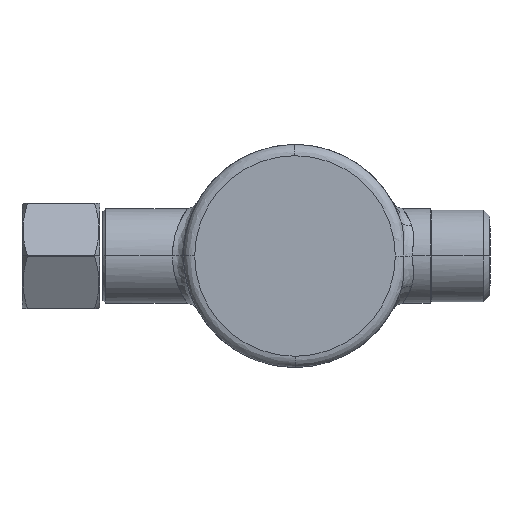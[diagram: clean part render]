
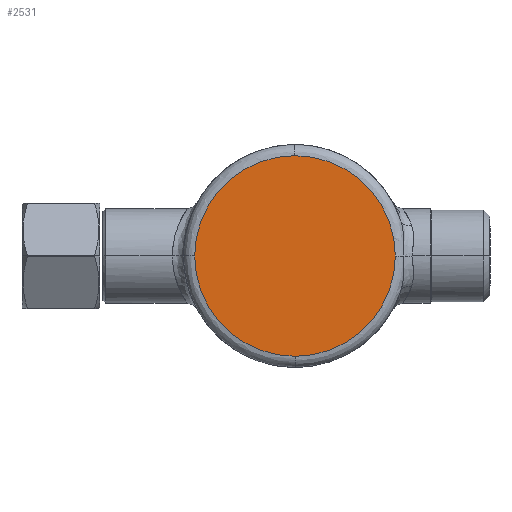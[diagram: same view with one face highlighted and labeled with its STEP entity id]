
A CAD part, left-side view. The second image highlights one B-rep face of the part: STEP entity #2531.
In plain terms, the highlighted planar face has unit normal (-1, 0, 0).
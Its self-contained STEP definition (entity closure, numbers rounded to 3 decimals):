
#2492=CARTESIAN_POINT('Axis2P3D Location',(0.,-18.72,18.72)) ;
#2497=CARTESIAN_POINT('Axis2P3D Location',(0.,0.,0.)) ;
#2501=CARTESIAN_POINT('Vertex',(0.,-18.,-0.001)) ;
#2503=CARTESIAN_POINT('Vertex',(0.,0.027,18.)) ;
#2506=CARTESIAN_POINT('Axis2P3D Location',(0.,0.,0.)) ;
#2510=CARTESIAN_POINT('Vertex',(0.,18.,0.)) ;
#2513=CARTESIAN_POINT('Axis2P3D Location',(0.,0.,0.)) ;
#2517=CARTESIAN_POINT('Vertex',(0.,-0.027,-18.)) ;
#2520=CARTESIAN_POINT('Axis2P3D Location',(0.,0.,0.)) ;
#2493=DIRECTION('Axis2P3D Direction',(-1.,0.,0.)) ;
#2494=DIRECTION('Axis2P3D XDirection',(0.,1.,0.)) ;
#2498=DIRECTION('Axis2P3D Direction',(-1.,0.,0.)) ;
#2507=DIRECTION('Axis2P3D Direction',(-1.,0.,0.)) ;
#2514=DIRECTION('Axis2P3D Direction',(-1.,0.,0.)) ;
#2521=DIRECTION('Axis2P3D Direction',(-1.,0.,0.)) ;
#2495=AXIS2_PLACEMENT_3D('Plane Axis2P3D',#2492,#2493,#2494) ;
#2499=AXIS2_PLACEMENT_3D('Circle Axis2P3D',#2497,#2498,$) ;
#2508=AXIS2_PLACEMENT_3D('Circle Axis2P3D',#2506,#2507,$) ;
#2515=AXIS2_PLACEMENT_3D('Circle Axis2P3D',#2513,#2514,$) ;
#2522=AXIS2_PLACEMENT_3D('Circle Axis2P3D',#2520,#2521,$) ;
#2500=CIRCLE('generated circle',#2499,18.) ;
#2509=CIRCLE('generated circle',#2508,18.) ;
#2516=CIRCLE('generated circle',#2515,18.) ;
#2523=CIRCLE('generated circle',#2522,18.) ;
#2496=PLANE('',#2495) ;
#2505=EDGE_CURVE('',#2502,#2504,#2500,.T.) ;
#2512=EDGE_CURVE('',#2504,#2511,#2509,.T.) ;
#2519=EDGE_CURVE('',#2511,#2518,#2516,.T.) ;
#2524=EDGE_CURVE('',#2518,#2502,#2523,.T.) ;
#2526=ORIENTED_EDGE('',*,*,#2505,.T.) ;
#2527=ORIENTED_EDGE('',*,*,#2512,.T.) ;
#2528=ORIENTED_EDGE('',*,*,#2519,.T.) ;
#2529=ORIENTED_EDGE('',*,*,#2524,.T.) ;
#2525=EDGE_LOOP('',(#2526,#2527,#2528,#2529)) ;
#2502=VERTEX_POINT('',#2501) ;
#2504=VERTEX_POINT('',#2503) ;
#2511=VERTEX_POINT('',#2510) ;
#2518=VERTEX_POINT('',#2517) ;
#2531=ADVANCED_FACE('Superficie.69',(#2530),#2496,.T.) ;
#2530=FACE_OUTER_BOUND('',#2525,.T.) ;
